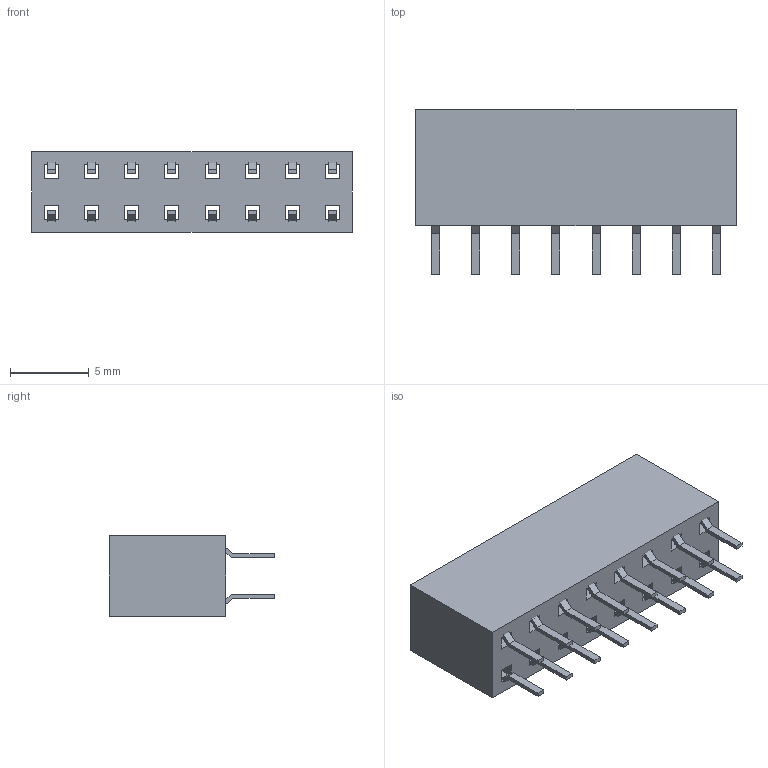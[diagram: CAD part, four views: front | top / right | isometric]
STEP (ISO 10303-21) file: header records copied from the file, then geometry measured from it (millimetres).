
FILE_DESCRIPTION(/* description */ ('STEP AP214'),/* implementation_level */ '2;1');
FILE_NAME(/* name */ 'BCS-108-F-D-TE',/* time_stamp */ '2023-03-03T20:57:06+01:00',/* author */ ('License CC BY-ND 4.0'),/* organization */ ('CADENAS'),/* preprocessor_version */ 'ST-DEVELOPER v18.102',/* originating_system */ 'PARTsolutions',/* authorisation */ ' ');
FILE_SCHEMA (('AUTOMOTIVE_DESIGN {1 0 10303 214 3 1 1}'));
Length unit declared in the file: inch
Products named in the file (3): BCS-108-F-D-TE; C-95-01-08-D-TE; BCS-108-D-TE_socket
Assembly tree (2 placements, depth 2):
  BCS-108-F-D-TE
    C-95-01-08-D-TE
    BCS-108-D-TE_socket
Bounding box: 20.32 x 10.46 x 5.08 mm (x, y, z)
Surface area: 1945.4 mm2
Topology: 2 solids, 2 shells, 380 faces, 1112 edges, 720 vertices
Faces by surface type: plane 380
Entity records: 12450 total; most frequent: ORIENTED_EDGE 2224, CARTESIAN_POINT 2215, DIRECTION 1878, EDGE_CURVE 1112, LINE 1112, VECTOR 1112, VERTEX_POINT 720, EDGE_LOOP 428
